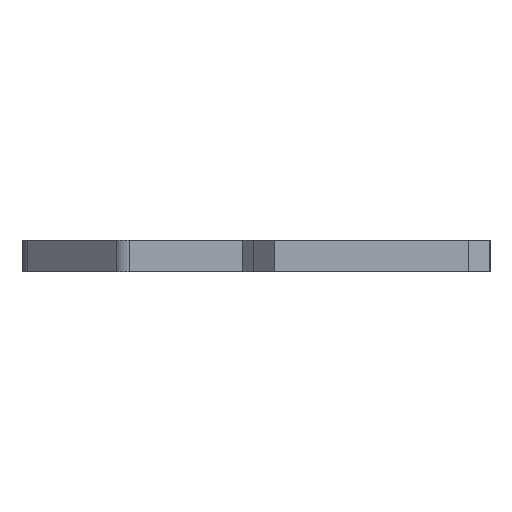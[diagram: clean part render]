
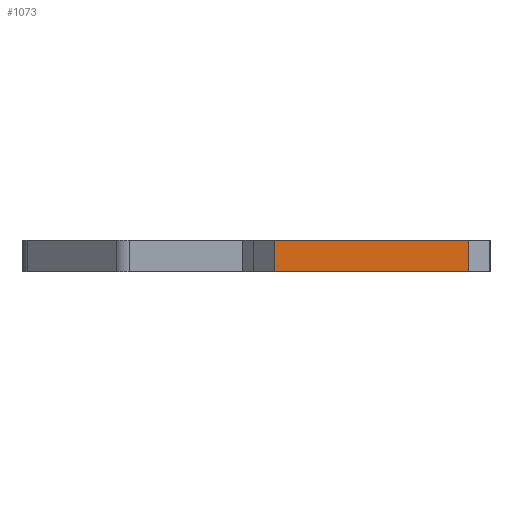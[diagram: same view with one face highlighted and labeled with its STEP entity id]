
A CAD part, left-side view. The second image highlights one B-rep face of the part: STEP entity #1073.
In plain terms, the highlighted planar face has unit normal (-1, 0, 0).
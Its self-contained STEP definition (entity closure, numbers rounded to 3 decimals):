
#194 = VERTEX_POINT('',#195);
#195 = CARTESIAN_POINT('',(-64.,-12.5,0.));
#201 = EDGE_CURVE('',#194,#202,#204,.T.);
#202 = VERTEX_POINT('',#203);
#203 = CARTESIAN_POINT('',(-64.,6.,0.));
#204 = LINE('',#205,#206);
#205 = CARTESIAN_POINT('',(-64.,-12.5,0.));
#206 = VECTOR('',#207,1.);
#207 = DIRECTION('',(0.,1.,0.));
#543 = VERTEX_POINT('',#544);
#544 = CARTESIAN_POINT('',(-64.,-12.5,3.));
#550 = EDGE_CURVE('',#543,#551,#553,.T.);
#551 = VERTEX_POINT('',#552);
#552 = CARTESIAN_POINT('',(-64.,6.,3.));
#553 = LINE('',#554,#555);
#554 = CARTESIAN_POINT('',(-64.,-12.5,3.));
#555 = VECTOR('',#556,1.);
#556 = DIRECTION('',(0.,1.,0.));
#1043 = EDGE_CURVE('',#202,#551,#1044,.T.);
#1044 = LINE('',#1045,#1046);
#1045 = CARTESIAN_POINT('',(-64.,6.,0.));
#1046 = VECTOR('',#1047,1.);
#1047 = DIRECTION('',(0.,0.,1.));
#1062 = EDGE_CURVE('',#194,#543,#1063,.T.);
#1063 = LINE('',#1064,#1065);
#1064 = CARTESIAN_POINT('',(-64.,-12.5,0.));
#1065 = VECTOR('',#1066,1.);
#1066 = DIRECTION('',(0.,0.,1.));
#1073 = ADVANCED_FACE('',(#1074),#1080,.T.);
#1074 = FACE_BOUND('',#1075,.T.);
#1075 = EDGE_LOOP('',(#1076,#1077,#1078,#1079));
#1076 = ORIENTED_EDGE('',*,*,#1062,.T.);
#1077 = ORIENTED_EDGE('',*,*,#550,.T.);
#1078 = ORIENTED_EDGE('',*,*,#1043,.F.);
#1079 = ORIENTED_EDGE('',*,*,#201,.F.);
#1080 = PLANE('',#1081);
#1081 = AXIS2_PLACEMENT_3D('',#1082,#1083,#1084);
#1082 = CARTESIAN_POINT('',(-64.,-12.5,0.));
#1083 = DIRECTION('',(-1.,0.,0.));
#1084 = DIRECTION('',(0.,1.,0.));
